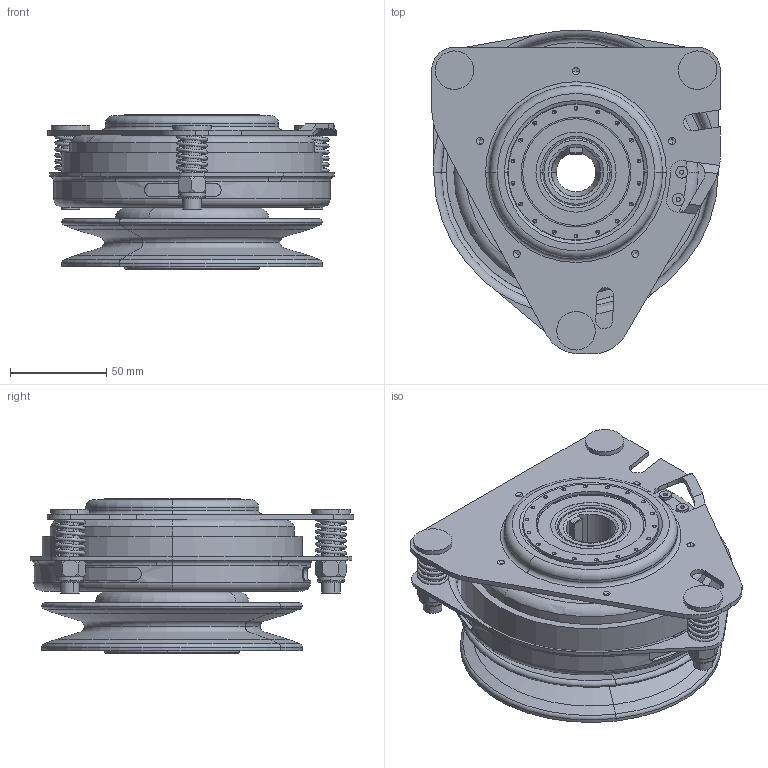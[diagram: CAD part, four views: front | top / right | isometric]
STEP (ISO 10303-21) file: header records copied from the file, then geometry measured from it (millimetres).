
FILE_DESCRIPTION (( 'STEP AP203' ), '1' );
FILE_NAME ('53543900_GT1-BS03(D)_電磁クラッチブレーキ.STEP', '2015-05-12T02:35:38', ( '' ), ( '' ), 'SwSTEP 2.0', 'SolidWorks 2014', '' );
FILE_SCHEMA (( 'CONFIG_CONTROL_DESIGN' ));
Length unit declared in the file: millimetre
Products named in the file (1): 53543900_GT1-BS03(D)_電磁クラッチブレーキ
Bounding box: 150 x 168.37 x 80.5 mm (x, y, z)
Volume: 760532.4 mm3; surface area: 159313.1 mm2
Topology: 1 solids, 6 shells, 505 faces, 1215 edges, 767 vertices
Faces by surface type: cylinder 173, plane 168, torus 61, cone 55, sphere 36, bspline 12
Entity records: 19192 total; most frequent: CARTESIAN_POINT 6986, DIRECTION 2733, ORIENTED_EDGE 2410, EDGE_CURVE 1205, AXIS2_PLACEMENT_3D 1109, VERTEX_POINT 767, CIRCLE 615, EDGE_LOOP 594
